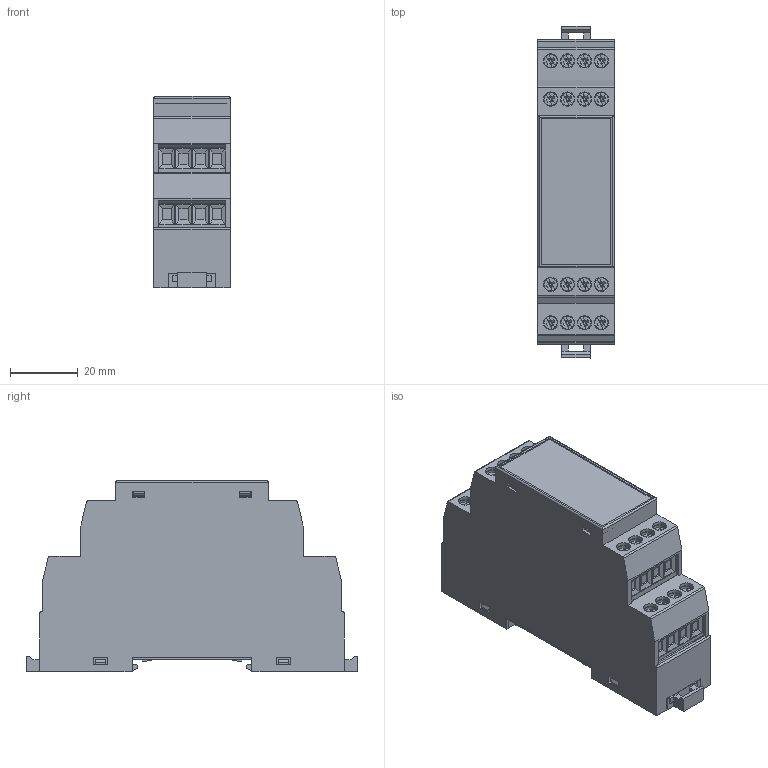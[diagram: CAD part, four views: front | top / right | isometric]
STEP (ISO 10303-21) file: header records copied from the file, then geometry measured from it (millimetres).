
FILE_DESCRIPTION( ( 'STEP AP214' ), '1' );
FILE_NAME( 'CEM22.stp', ' ', ( ' ' ), ( ' ' ), 'PSStep 14.0', 'VISI 19.0', ' ' );
FILE_SCHEMA( ( 'AUTOMOTIVE_DESIGN { 1 0 10303 214 1 1 1 1 }' ) );
Length unit declared in the file: millimetre
Products named in the file (1): 1
Bounding box: 22.5 x 98 x 56.4 mm (x, y, z)
Volume: 92139.9 mm3; surface area: 26565.1 mm2
Topology: 1 solids, 23 shells, 1308 faces, 3444 edges, 2244 vertices
Faces by surface type: plane 1024, cylinder 170, torus 66, cone 48
Full cylindrical faces by diameter (mm): 1.2 x4, 1.5 x8, 2 x14, 3.9 x16, 4 x16, 4.2 x16
Entity records: 49979 total; most frequent: CARTESIAN_POINT 8745, ORIENTED_EDGE 6244, DIRECTION 5984, EDGE_CURVE 3122, LINE 2446, VECTOR 2446, VERTEX_POINT 2126, AXIS2_PLACEMENT_3D 1769
